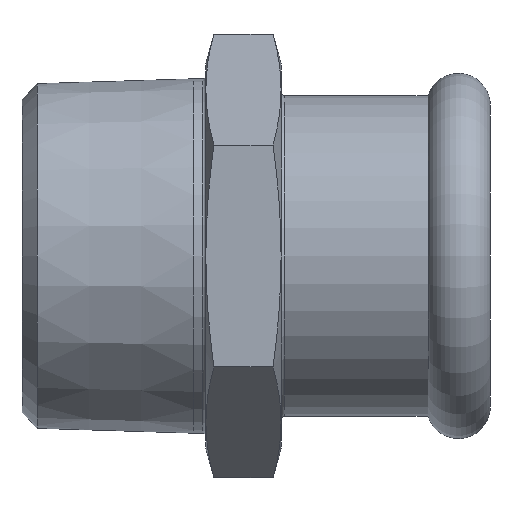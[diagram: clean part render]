
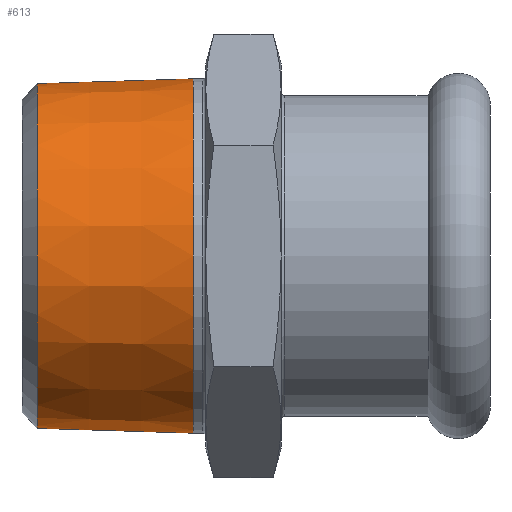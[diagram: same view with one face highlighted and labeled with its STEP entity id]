
A CAD part, left-side view. The second image highlights one B-rep face of the part: STEP entity #613.
In plain terms, the highlighted conical face has half-angle 1.78 degrees and reference radius 20.881 mm.
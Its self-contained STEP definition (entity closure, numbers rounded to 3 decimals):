
#42=CONICAL_SURFACE('',#723,20.881,0.031);
#77=LINE('',#1079,#93);
#93=VECTOR('',#897,20.881);
#124=FACE_OUTER_BOUND('',#167,.T.);
#167=EDGE_LOOP('',(#493,#494,#495,#496,#497,#498));
#212=CIRCLE('',#684,21.2);
#213=CIRCLE('',#685,21.2);
#238=CIRCLE('',#721,20.619);
#239=CIRCLE('',#722,20.619);
#264=VERTEX_POINT('',#1006);
#265=VERTEX_POINT('',#1007);
#288=VERTEX_POINT('',#1073);
#289=VERTEX_POINT('',#1075);
#328=EDGE_CURVE('',#264,#265,#212,.T.);
#329=EDGE_CURVE('',#265,#264,#213,.T.);
#361=EDGE_CURVE('',#288,#289,#238,.T.);
#362=EDGE_CURVE('',#289,#288,#239,.T.);
#363=EDGE_CURVE('',#289,#265,#77,.T.);
#493=ORIENTED_EDGE('',*,*,#361,.F.);
#494=ORIENTED_EDGE('',*,*,#362,.F.);
#495=ORIENTED_EDGE('',*,*,#363,.T.);
#496=ORIENTED_EDGE('',*,*,#329,.T.);
#497=ORIENTED_EDGE('',*,*,#328,.T.);
#498=ORIENTED_EDGE('',*,*,#363,.F.);
#613=ADVANCED_FACE('',(#124),#42,.T.);
#684=AXIS2_PLACEMENT_3D('',#1008,#810,#811);
#685=AXIS2_PLACEMENT_3D('',#1009,#812,#813);
#721=AXIS2_PLACEMENT_3D('',#1076,#891,#892);
#722=AXIS2_PLACEMENT_3D('',#1077,#893,#894);
#723=AXIS2_PLACEMENT_3D('',#1078,#895,#896);
#810=DIRECTION('center_axis',(0.,1.,0.));
#811=DIRECTION('ref_axis',(1.,0.,0.));
#812=DIRECTION('center_axis',(0.,1.,0.));
#813=DIRECTION('ref_axis',(1.,0.,0.));
#891=DIRECTION('center_axis',(0.,1.,0.));
#892=DIRECTION('ref_axis',(0.,0.,-1.));
#893=DIRECTION('center_axis',(0.,1.,0.));
#894=DIRECTION('ref_axis',(0.,0.,-1.));
#895=DIRECTION('center_axis',(0.,-1.,0.));
#896=DIRECTION('ref_axis',(0.,0.,1.));
#897=DIRECTION('',(0.,-1.,-0.031));
#1006=CARTESIAN_POINT('',(0.,35.5,21.2));
#1007=CARTESIAN_POINT('',(0.,35.5,-21.2));
#1008=CARTESIAN_POINT('Origin',(0.,35.5,0.));
#1009=CARTESIAN_POINT('Origin',(0.,35.5,0.));
#1073=CARTESIAN_POINT('',(0.,54.201,20.619));
#1075=CARTESIAN_POINT('',(0.,54.201,-20.619));
#1076=CARTESIAN_POINT('Origin',(0.,54.201,
0.));
#1077=CARTESIAN_POINT('Origin',(0.,54.201,
0.));
#1078=CARTESIAN_POINT('Origin',(0.,45.75,0.));
#1079=CARTESIAN_POINT('',(0.,45.75,-20.881));
